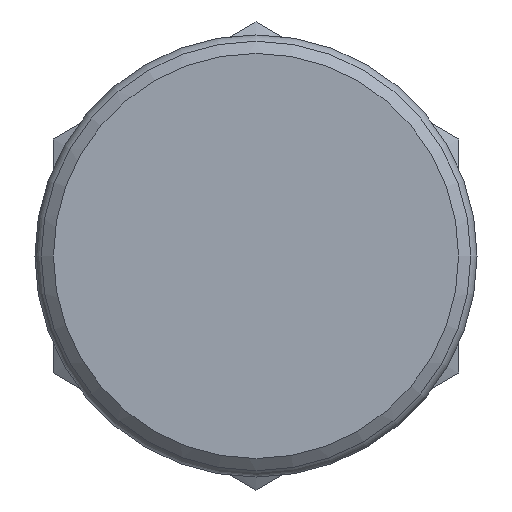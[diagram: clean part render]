
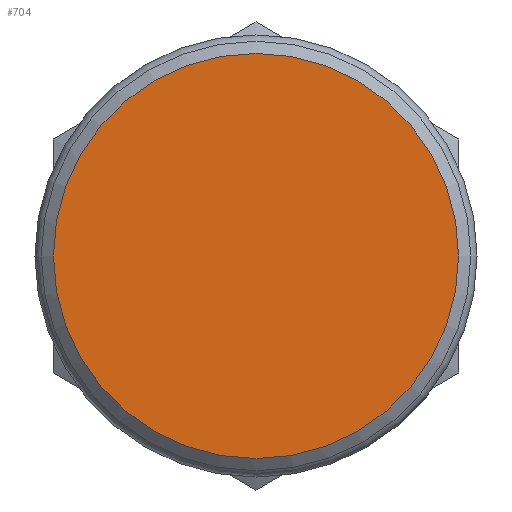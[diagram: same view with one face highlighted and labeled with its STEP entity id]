
A CAD part, front view. The second image highlights one B-rep face of the part: STEP entity #704.
In plain terms, the highlighted planar face has unit normal (0, -1, 0).
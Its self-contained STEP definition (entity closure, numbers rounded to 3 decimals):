
#182=FACE_OUTER_BOUND('',#230,.T.);
#230=EDGE_LOOP('',(#591,#592));
#270=CIRCLE('',#800,5.498);
#271=CIRCLE('',#801,5.498);
#338=VERTEX_POINT('',#1246);
#339=VERTEX_POINT('',#1247);
#428=EDGE_CURVE('',#338,#339,#270,.T.);
#429=EDGE_CURVE('',#339,#338,#271,.T.);
#591=ORIENTED_EDGE('',*,*,#428,.T.);
#592=ORIENTED_EDGE('',*,*,#429,.T.);
#670=PLANE('',#799);
#704=ADVANCED_FACE('',(#182),#670,.T.);
#799=AXIS2_PLACEMENT_3D('',#1245,#976,#977);
#800=AXIS2_PLACEMENT_3D('',#1248,#978,#979);
#801=AXIS2_PLACEMENT_3D('',#1249,#980,#981);
#976=DIRECTION('center_axis',(0.,-1.,0.));
#977=DIRECTION('ref_axis',(0.,0.,-1.));
#978=DIRECTION('center_axis',(0.,-1.,0.));
#979=DIRECTION('ref_axis',(1.,0.,0.));
#980=DIRECTION('center_axis',(0.,-1.,0.));
#981=DIRECTION('ref_axis',(1.,0.,0.));
#1245=CARTESIAN_POINT('Origin',(2.749,0.,0.));
#1246=CARTESIAN_POINT('',(5.498,0.,0.));
#1247=CARTESIAN_POINT('',(-5.498,0.,0.));
#1248=CARTESIAN_POINT('Origin',(0.,0.,0.));
#1249=CARTESIAN_POINT('Origin',(0.,0.,0.));
